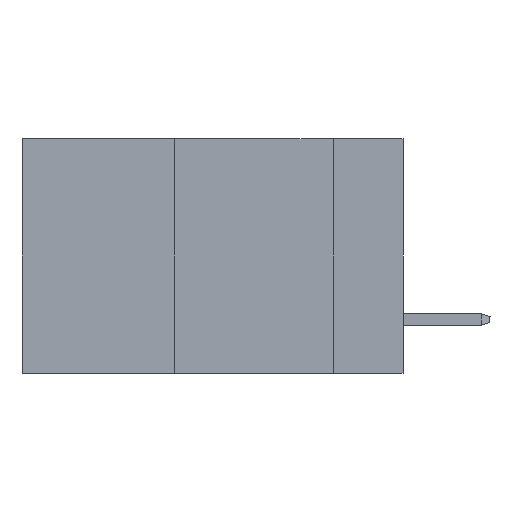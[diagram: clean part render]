
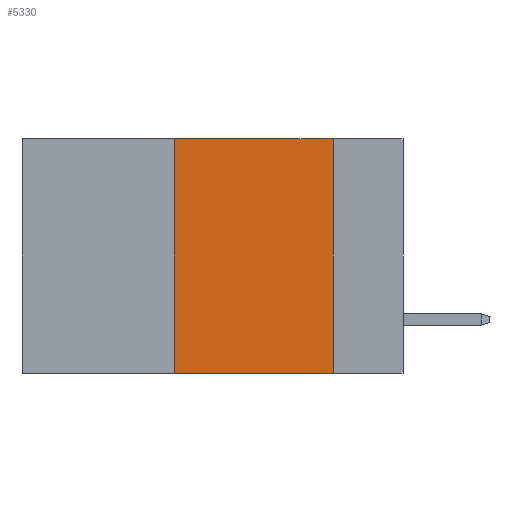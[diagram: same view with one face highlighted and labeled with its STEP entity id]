
A CAD part, left-side view. The second image highlights one B-rep face of the part: STEP entity #5330.
In plain terms, the highlighted planar face has unit normal (-1, 0, 0).
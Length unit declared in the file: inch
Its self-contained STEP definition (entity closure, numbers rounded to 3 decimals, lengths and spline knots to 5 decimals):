
#407 = DIRECTION ( 'NONE',  ( 0., 0., 1. ) ) ;
#1137 = VERTEX_POINT ( 'NONE', #19078 ) ;
#2652 = CARTESIAN_POINT ( 'NONE',  ( 0., 0.36, 0. ) ) ;
#3785 = DIRECTION ( 'NONE',  ( 0., -1., 0. ) ) ;
#3975 = AXIS2_PLACEMENT_3D ( 'NONE', #22855, #10104, #33047 ) ;
#5271 = EDGE_CURVE ( 'NONE', #20958, #6130, #32557, .T. ) ;
#5330 = ADVANCED_FACE ( 'NONE', ( #14366 ), #12314, .F. ) ;
#6130 = VERTEX_POINT ( 'NONE', #15074 ) ;
#6300 = DIRECTION ( 'NONE',  ( 0., -1., 0. ) ) ;
#6802 = CARTESIAN_POINT ( 'NONE',  ( 0., 0.36, -0.37 ) ) ;
#7259 = ORIENTED_EDGE ( 'NONE', *, *, #13490, .F. ) ;
#7484 = VECTOR ( 'NONE', #407, 39.37008 ) ;
#9020 = CARTESIAN_POINT ( 'NONE',  ( 0., 0.11, 0. ) ) ;
#10104 = DIRECTION ( 'NONE',  ( 1., 0., 0. ) ) ;
#11479 = CARTESIAN_POINT ( 'NONE',  ( 0., 0.6, -0.37 ) ) ;
#12314 = PLANE ( 'NONE',  #3975 ) ;
#13490 = EDGE_CURVE ( 'NONE', #1137, #6130, #16830, .T. ) ;
#13807 = VECTOR ( 'NONE', #6300, 39.37008 ) ;
#14366 = FACE_OUTER_BOUND ( 'NONE', #29827, .T. ) ;
#15074 = CARTESIAN_POINT ( 'NONE',  ( 0., 0.11, -0.37 ) ) ;
#16267 = EDGE_CURVE ( 'NONE', #17814, #1137, #24214, .T. ) ;
#16830 = LINE ( 'NONE', #9020, #17471 ) ;
#17471 = VECTOR ( 'NONE', #27257, 39.37008 ) ;
#17814 = VERTEX_POINT ( 'NONE', #31486 ) ;
#19078 = CARTESIAN_POINT ( 'NONE',  ( 0., 0.11, 0. ) ) ;
#20958 = VERTEX_POINT ( 'NONE', #6802 ) ;
#22631 = ORIENTED_EDGE ( 'NONE', *, *, #5271, .T. ) ;
#22855 = CARTESIAN_POINT ( 'NONE',  ( 0., 0.6, 0. ) ) ;
#24214 = LINE ( 'NONE', #26455, #13807 ) ;
#26311 = VECTOR ( 'NONE', #3785, 39.37008 ) ;
#26455 = CARTESIAN_POINT ( 'NONE',  ( 0., 0.6, 0. ) ) ;
#27257 = DIRECTION ( 'NONE',  ( 0., 0., -1. ) ) ;
#29415 = ORIENTED_EDGE ( 'NONE', *, *, #16267, .F. ) ;
#29827 = EDGE_LOOP ( 'NONE', ( #7259, #29415, #30593, #22631 ) ) ;
#30593 = ORIENTED_EDGE ( 'NONE', *, *, #32089, .F. ) ;
#31486 = CARTESIAN_POINT ( 'NONE',  ( 0., 0.36, 0. ) ) ;
#31616 = LINE ( 'NONE', #2652, #7484 ) ;
#32089 = EDGE_CURVE ( 'NONE', #20958, #17814, #31616, .T. ) ;
#32557 = LINE ( 'NONE', #11479, #26311 ) ;
#33047 = DIRECTION ( 'NONE',  ( 0., 0., -1. ) ) ;
